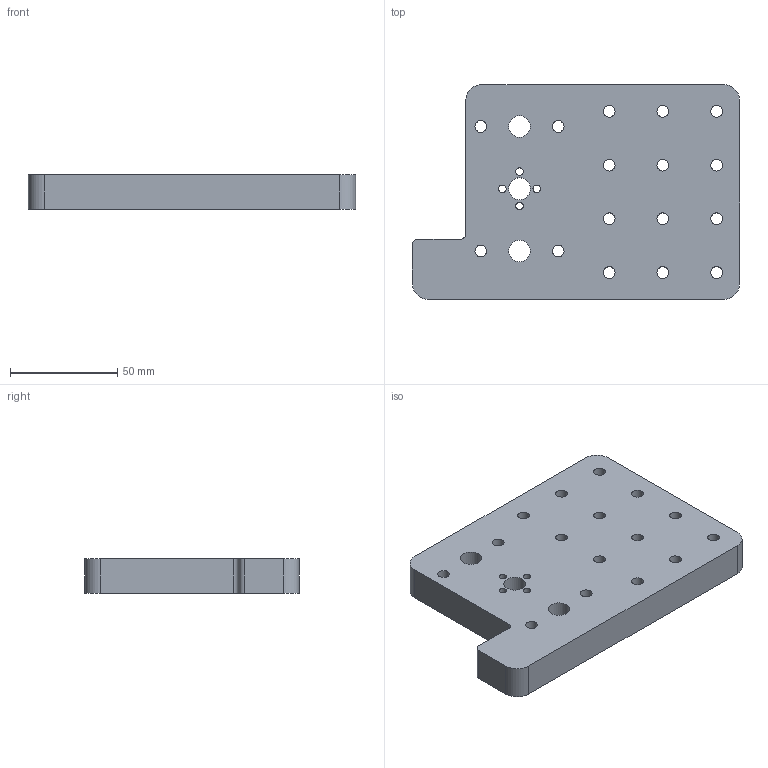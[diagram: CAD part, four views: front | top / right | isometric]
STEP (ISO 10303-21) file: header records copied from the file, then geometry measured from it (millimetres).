
FILE_DESCRIPTION(('FreeCAD Model'),'2;1');
FILE_NAME('Open CASCADE Shape Model','2025-04-14T23:00:37',('Author'),( ''),'Open CASCADE STEP processor 7.8','FreeCAD','Unknown');
FILE_SCHEMA(('AUTOMOTIVE_DESIGN { 1 0 10303 214 1 1 1 1 }'));
Length unit declared in the file: millimetre
Products named in the file (1): Pad002
Bounding box: 152.4 x 100 x 16 mm (x, y, z)
Volume: 203864.1 mm3; surface area: 39964.6 mm2
Topology: 1 solids, 1 shells, 37 faces, 105 edges, 70 vertices
Faces by surface type: cylinder 29, plane 8
Full cylindrical faces by diameter (mm): 3.5 x4, 5.5 x16, 10 x2, 10.2 x1
Entity records: 1351 total; most frequent: DIRECTION 239, CARTESIAN_POINT 213, ORIENTED_EDGE 210, EDGE_CURVE 105, AXIS2_PLACEMENT_3D 96, FACE_BOUND 83, EDGE_LOOP 83, VERTEX_POINT 70
